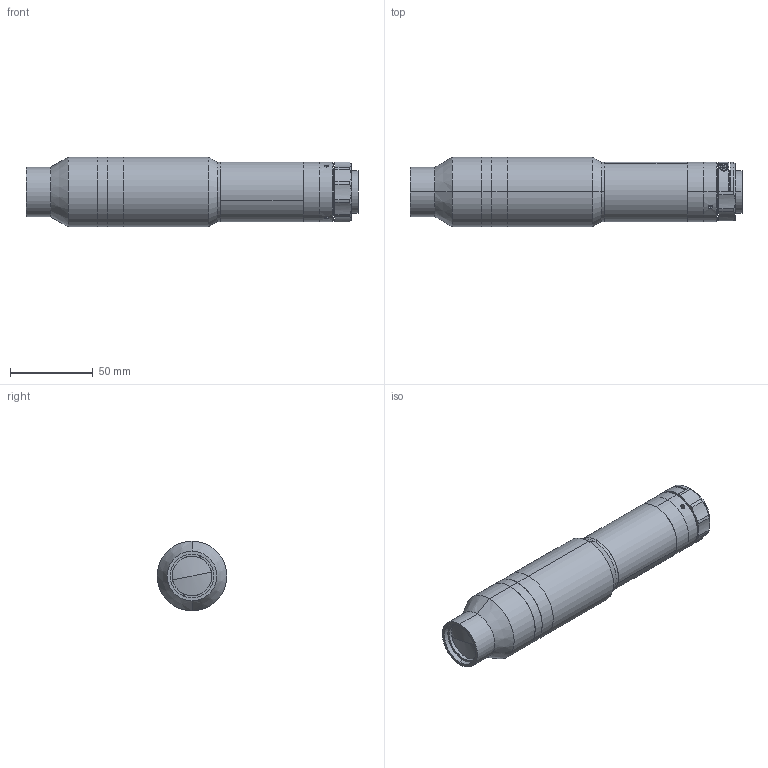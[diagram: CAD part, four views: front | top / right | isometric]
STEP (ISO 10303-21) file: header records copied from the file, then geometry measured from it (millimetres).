
FILE_DESCRIPTION (( 'STEP AP203' ), '1' );
FILE_NAME ('XF-MH055X279.STEP', '2020-08-24T07:13:36', ( 'canrill-02' ), ( '' ), 'SwSTEP 2.0', 'SolidWorks 2014', '' );
FILE_SCHEMA (( 'CONFIG_CONTROL_DESIGN' ));
Length unit declared in the file: millimetre
Products named in the file (1): XF-MH055X279
Bounding box: 200.35 x 42 x 42 mm (x, y, z)
Surface area: 30969.8 mm2 (no closed solid volume)
Topology: 0 solids, 15 shells, 113 faces, 298 edges, 205 vertices
Faces by surface type: cylinder 49, plane 43, cone 17, sphere 2, torus 2
Entity records: 3885 total; most frequent: CARTESIAN_POINT 936, DIRECTION 660, ORIENTED_EDGE 504, EDGE_CURVE 296, AXIS2_PLACEMENT_3D 273, VERTEX_POINT 205, CIRCLE 159, EDGE_LOOP 140
